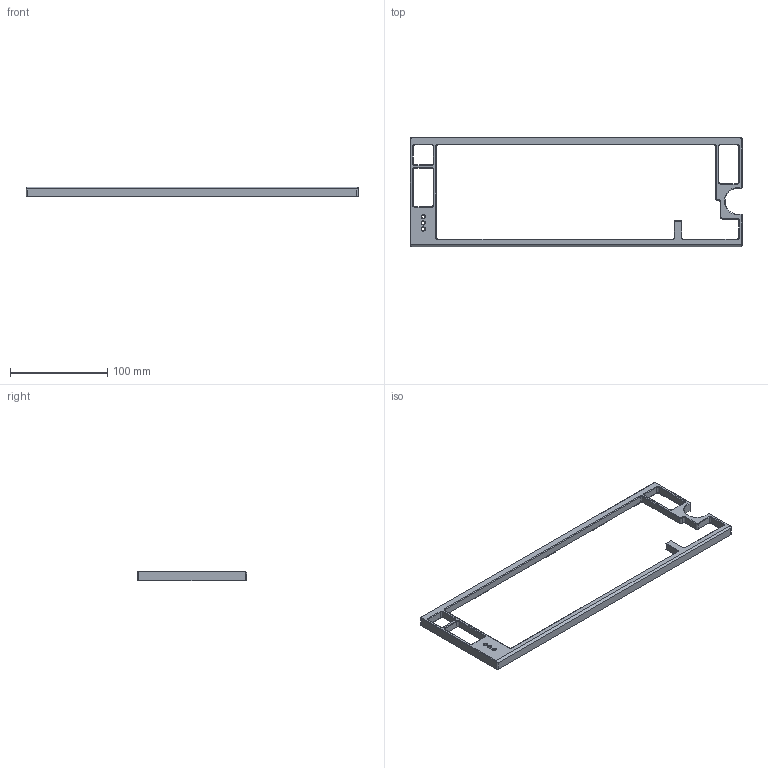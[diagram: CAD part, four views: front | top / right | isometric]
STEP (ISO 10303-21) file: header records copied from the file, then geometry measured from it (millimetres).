
FILE_DESCRIPTION(/* description */ (''),/* implementation_level */ '2;1');
FILE_NAME(/* name */ 'CL70_TopCase_V2_TappedHole.step',/* time_stamp */ '2025-09-10T18:06:00+09:00',/* author */ (''),/* organization */ (''),/* preprocessor_version */ 'ST-DEVELOPER v20.1',/* originating_system */ 'Autodesk Translation Framework v14.10.0.0',/* authorisation */ '');
FILE_SCHEMA (('AUTOMOTIVE_DESIGN { 1 0 10303 214 3 1 1 }'));
Length unit declared in the file: millimetre
Products named in the file (1): 2025-08-14-17-50-05-667
Bounding box: 341.38 x 112.25 x 10 mm (x, y, z)
Volume: 63831.6 mm3; surface area: 35598.8 mm2
Topology: 1 solids, 1 shells, 336 faces, 845 edges, 533 vertices
Faces by surface type: plane 155, cylinder 129, cone 52
Full cylindrical faces by diameter (mm): 1.6 x6, 3.2 x3, 3.3 x8
Entity records: 10135 total; most frequent: DIRECTION 1827, CARTESIAN_POINT 1727, ORIENTED_EDGE 1690, EDGE_CURVE 845, AXIS2_PLACEMENT_3D 647, LINE 533, VECTOR 533, VERTEX_POINT 533
